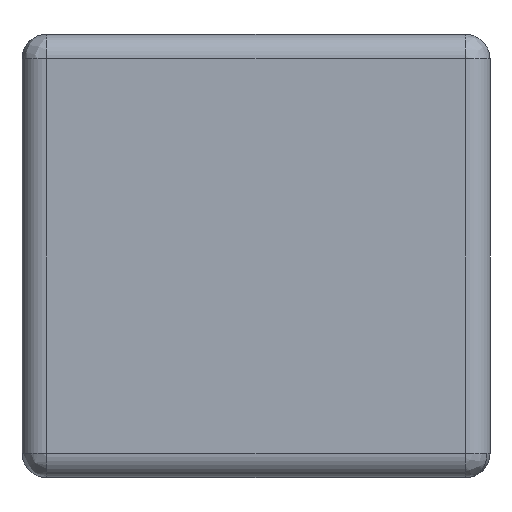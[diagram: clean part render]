
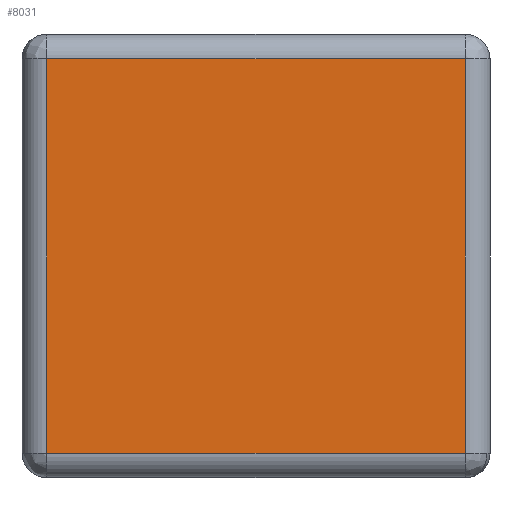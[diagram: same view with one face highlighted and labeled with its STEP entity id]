
A CAD part, left-side view. The second image highlights one B-rep face of the part: STEP entity #8031.
In plain terms, the highlighted planar face has unit normal (-1, 0, 0).
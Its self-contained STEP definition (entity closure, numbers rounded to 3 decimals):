
#49 = CARTESIAN_POINT ( 'NONE',  ( -99.108, 10.644, 44.181 ) ) ;
#147 = CARTESIAN_POINT ( 'NONE',  ( -99.108, 10.744, 42.481 ) ) ;
#653 = ORIENTED_EDGE ( 'NONE', *, *, #3523, .F. ) ;
#837 = VECTOR ( 'NONE', #4761, 1000. ) ;
#959 = ORIENTED_EDGE ( 'NONE', *, *, #3038, .F. ) ;
#1120 = CARTESIAN_POINT ( 'NONE',  ( -99.108, 12.444, 42.481 ) ) ;
#1513 = VERTEX_POINT ( 'NONE', #4604 ) ;
#1552 = FACE_OUTER_BOUND ( 'NONE', #5402, .T. ) ;
#1553 = CARTESIAN_POINT ( 'NONE',  ( -99.108, 10.644, 42.581 ) ) ;
#1811 = DIRECTION ( 'NONE',  ( 0., 0., 1. ) ) ;
#2298 = VECTOR ( 'NONE', #1811, 1000. ) ;
#3038 = EDGE_CURVE ( 'NONE', #1513, #4724, #7053, .T. ) ;
#3523 = EDGE_CURVE ( 'NONE', #3784, #1513, #8022, .T. ) ;
#3541 = VERTEX_POINT ( 'NONE', #5970 ) ;
#3622 = CARTESIAN_POINT ( 'NONE',  ( -99.108, 12.444, 42.581 ) ) ;
#3784 = VERTEX_POINT ( 'NONE', #7388 ) ;
#3879 = ORIENTED_EDGE ( 'NONE', *, *, #6200, .F. ) ;
#4176 = DIRECTION ( 'NONE',  ( 0., 1., 0. ) ) ;
#4204 = DIRECTION ( 'NONE',  ( 1., 0., 0. ) ) ;
#4604 = CARTESIAN_POINT ( 'NONE',  ( -99.108, 10.744, 42.581 ) ) ;
#4677 = PLANE ( 'NONE',  #5274 ) ;
#4724 = VERTEX_POINT ( 'NONE', #3622 ) ;
#4761 = DIRECTION ( 'NONE',  ( 0., 0., -1. ) ) ;
#4983 = ORIENTED_EDGE ( 'NONE', *, *, #5488, .F. ) ;
#5274 = AXIS2_PLACEMENT_3D ( 'NONE', #7366, #4204, #5445 ) ;
#5336 = VECTOR ( 'NONE', #4176, 1000. ) ;
#5402 = EDGE_LOOP ( 'NONE', ( #3879, #4983, #959, #653 ) ) ;
#5445 = DIRECTION ( 'NONE',  ( 0., 0., -1. ) ) ;
#5488 = EDGE_CURVE ( 'NONE', #4724, #3541, #6358, .T. ) ;
#5782 = VECTOR ( 'NONE', #7296, 1000. ) ;
#5970 = CARTESIAN_POINT ( 'NONE',  ( -99.108, 12.444, 44.181 ) ) ;
#6200 = EDGE_CURVE ( 'NONE', #3541, #3784, #8438, .T. ) ;
#6358 = LINE ( 'NONE', #1120, #2298 ) ;
#7053 = LINE ( 'NONE', #1553, #5336 ) ;
#7296 = DIRECTION ( 'NONE',  ( 0., -1., 0. ) ) ;
#7366 = CARTESIAN_POINT ( 'NONE',  ( -99.108, 10.644, 42.481 ) ) ;
#7388 = CARTESIAN_POINT ( 'NONE',  ( -99.108, 10.744, 44.181 ) ) ;
#8022 = LINE ( 'NONE', #147, #837 ) ;
#8031 = ADVANCED_FACE ( 'NONE', ( #1552 ), #4677, .F. ) ;
#8438 = LINE ( 'NONE', #49, #5782 ) ;
